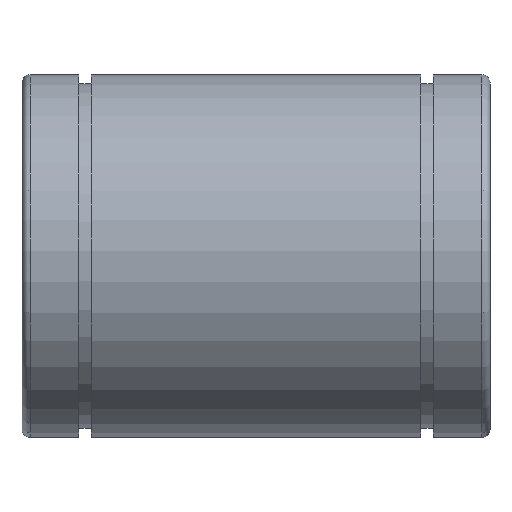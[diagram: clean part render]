
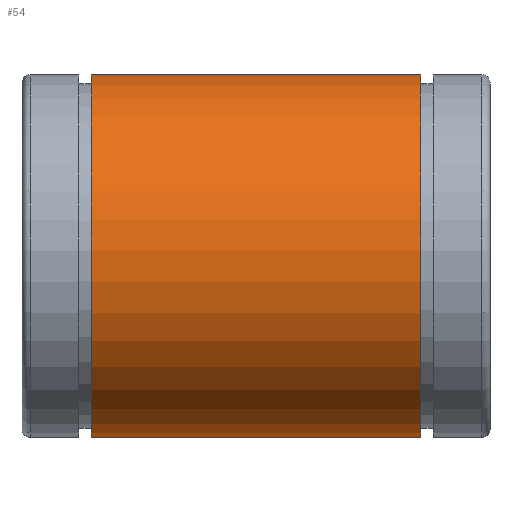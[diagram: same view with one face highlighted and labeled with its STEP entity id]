
A CAD part, top view. The second image highlights one B-rep face of the part: STEP entity #54.
In plain terms, the highlighted cylindrical face has radius 31 mm (diameter 62 mm), a partial arc.
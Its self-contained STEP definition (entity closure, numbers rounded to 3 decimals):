
#54 = ADVANCED_FACE( '', ( #113 ), #114, .T. );
#113 = FACE_OUTER_BOUND( '', #174, .T. );
#114 = CYLINDRICAL_SURFACE( '', #175, 31. );
#174 = EDGE_LOOP( '', ( #271, #272, #273, #274 ) );
#175 = AXIS2_PLACEMENT_3D( '', #275, #276, #277 );
#271 = ORIENTED_EDGE( '', *, *, #416, .F. );
#272 = ORIENTED_EDGE( '', *, *, #417, .T. );
#273 = ORIENTED_EDGE( '', *, *, #418, .T. );
#274 = ORIENTED_EDGE( '', *, *, #402, .T. );
#275 = CARTESIAN_POINT( '', ( 80., 0., 0. ) );
#276 = DIRECTION( '', ( -1., 0., 0. ) );
#277 = DIRECTION( '', ( 0., 0., -1. ) );
#402 = EDGE_CURVE( '', #488, #486, #489, .T. );
#416 = EDGE_CURVE( '', #508, #486, #509, .T. );
#417 = EDGE_CURVE( '', #508, #510, #511, .F. );
#418 = EDGE_CURVE( '', #510, #488, #512, .T. );
#486 = VERTEX_POINT( '', #651 );
#488 = VERTEX_POINT( '', #654 );
#489 = LINE( '', #655, #656 );
#508 = VERTEX_POINT( '', #681 );
#509 = CIRCLE( '', #682, 31. );
#510 = VERTEX_POINT( '', #683 );
#511 = LINE( '', #684, #685 );
#512 = CIRCLE( '', #686, 31. );
#651 = CARTESIAN_POINT( '', ( 68.15, -30.964, 1.5 ) );
#654 = CARTESIAN_POINT( '', ( 11.85, -30.964, 1.5 ) );
#655 = CARTESIAN_POINT( '', ( 80., -30.964, 1.5 ) );
#656 = VECTOR( '', #787, 1000. );
#681 = CARTESIAN_POINT( '', ( 68.15, -30.964, -1.5 ) );
#682 = AXIS2_PLACEMENT_3D( '', #806, #807, #808 );
#683 = CARTESIAN_POINT( '', ( 11.85, -30.964, -1.5 ) );
#684 = CARTESIAN_POINT( '', ( 80., -30.964, -1.5 ) );
#685 = VECTOR( '', #809, 1000. );
#686 = AXIS2_PLACEMENT_3D( '', #810, #811, #812 );
#787 = DIRECTION( '', ( 1., 0., 0. ) );
#806 = CARTESIAN_POINT( '', ( 68.15, 0., 0. ) );
#807 = DIRECTION( '', ( 1., 0., 0. ) );
#808 = DIRECTION( '', ( 0., 0., -1. ) );
#809 = DIRECTION( '', ( 1., 0., 0. ) );
#810 = CARTESIAN_POINT( '', ( 11.85, 0., 0. ) );
#811 = DIRECTION( '', ( 1., 0., 0. ) );
#812 = DIRECTION( '', ( 0., 0., -1. ) );
